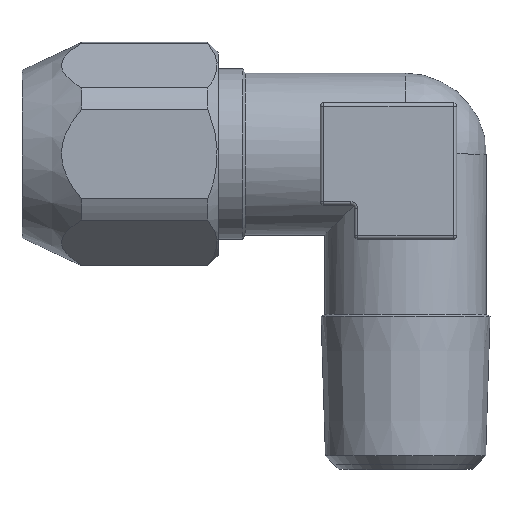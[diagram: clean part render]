
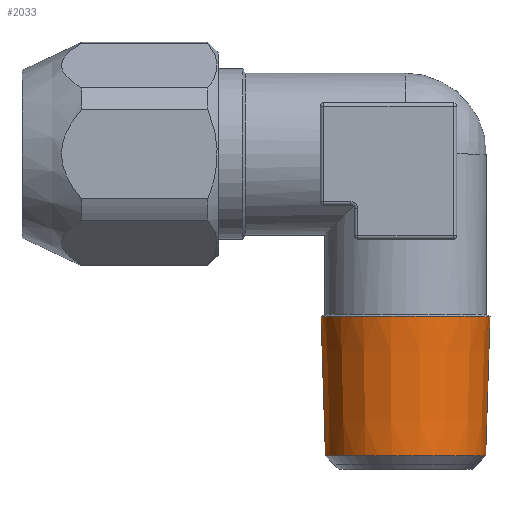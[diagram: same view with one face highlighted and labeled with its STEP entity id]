
A CAD part, top view. The second image highlights one B-rep face of the part: STEP entity #2033.
In plain terms, the highlighted conical face has half-angle 1.78 degrees and reference radius 4.827 mm.
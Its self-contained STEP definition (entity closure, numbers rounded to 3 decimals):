
#376=DIRECTION('',(-0.031,-1.,0.));
#377=VECTOR('',#376,8.174);
#378=CARTESIAN_POINT('',(4.954,-9.53,0.));
#379=LINE('',#378,#377);
#380=DIRECTION('',(0.031,-1.,0.));
#381=VECTOR('',#380,8.174);
#382=CARTESIAN_POINT('',(-4.954,-9.53,0.));
#383=LINE('',#382,#381);
#384=CARTESIAN_POINT('',(0.,-9.53,0.));
#385=DIRECTION('',(0.,-1.,0.));
#386=DIRECTION('',(1.,0.,0.));
#387=AXIS2_PLACEMENT_3D('',#384,#385,#386);
#402=CARTESIAN_POINT('',(0.,-17.7,0.));
#403=DIRECTION('',(0.,-1.,0.));
#404=DIRECTION('',(1.,0.,0.));
#405=AXIS2_PLACEMENT_3D('',#402,#403,#404);
#1508=CARTESIAN_POINT('',(4.701,-17.7,0.));
#1510=VERTEX_POINT('',#1508);
#1516=CARTESIAN_POINT('',(-4.701,-17.7,0.));
#1518=VERTEX_POINT('',#1516);
#1520=CARTESIAN_POINT('',(4.954,-9.53,0.));
#1521=CARTESIAN_POINT('',(-4.954,-9.53,0.));
#1522=VERTEX_POINT('',#1520);
#1523=VERTEX_POINT('',#1521);
#2020=CARTESIAN_POINT('',(0.,-13.615,0.));
#2021=DIRECTION('',(0.,1.,0.));
#2022=DIRECTION('',(1.,0.,0.));
#2023=AXIS2_PLACEMENT_3D('',#2020,#2021,#2022);
#2024=CONICAL_SURFACE('',#2023,4.827,1.78);
#2026=ORIENTED_EDGE('',*,*,#2025,.F.);
#2027=ORIENTED_EDGE('',*,*,#2015,.T.);
#2029=ORIENTED_EDGE('',*,*,#2028,.T.);
#2030=ORIENTED_EDGE('',*,*,#2011,.F.);
#2031=EDGE_LOOP('',(#2026,#2027,#2029,#2030));
#2032=FACE_OUTER_BOUND('',#2031,.F.);
#2033=ADVANCED_FACE('',(#2032),#2024,.T.);
#388=CIRCLE('',#387,4.954);
#406=CIRCLE('',#405,4.701);
#2011=EDGE_CURVE('',#1523,#1518,#383,.T.);
#2015=EDGE_CURVE('',#1522,#1510,#379,.T.);
#2025=EDGE_CURVE('',#1522,#1523,#388,.T.);
#2028=EDGE_CURVE('',#1510,#1518,#406,.T.);
